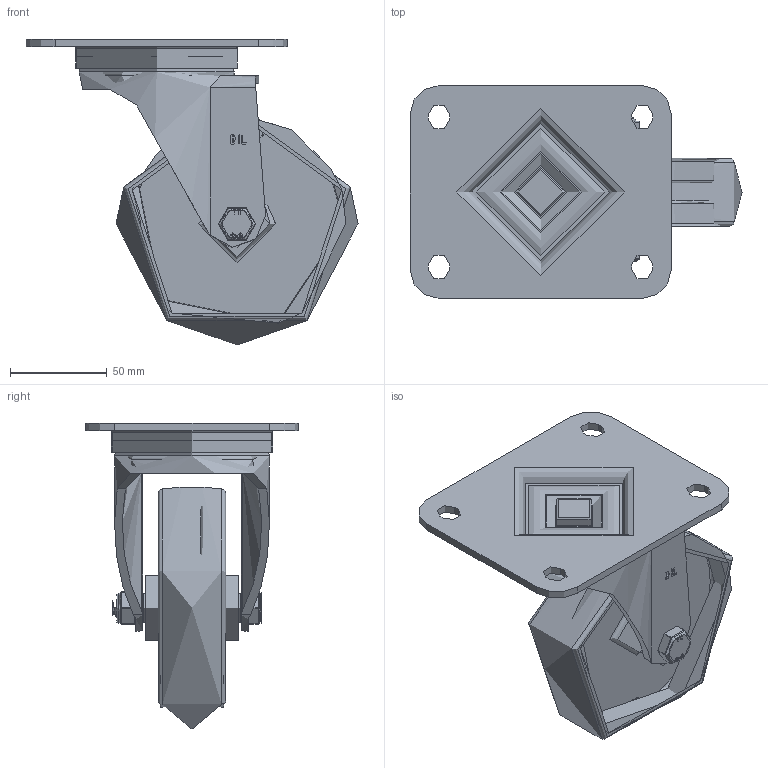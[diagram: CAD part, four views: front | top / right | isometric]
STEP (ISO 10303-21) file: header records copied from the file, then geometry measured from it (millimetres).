
FILE_DESCRIPTION(/* description */ (''),/* implementation_level */ '2;1');
FILE_NAME(/* name */ 'SSPH125NYB.step',/* time_stamp */ '2025-06-09T08:41:46+01:00',/* author */ (''),/* organization */ (''),/* preprocessor_version */ 'ST-DEVELOPER v20.1',/* originating_system */ 'Autodesk Translation Framework v14.10.0.0',/* authorisation */ '');
FILE_SCHEMA (('AUTOMOTIVE_DESIGN { 1 0 10303 214 3 1 1 }'));
Length unit declared in the file: millimetre
Products named in the file (21): SSPH125NYB; SSPH125AS v1; ZINC PLATED, PRESSED STEEL TOP PLATE; ZINC PLATED, PRESSED STEEL FORKS; BEARING SEAL; BZH125WNYRB61 v1; NYLON WHEEL; NYLON WHEEL Geometry; CAPS; ROLLER BEARING; CAGE; RIBS; Component4; TUBEM15X50SS v1; STAINLESS STEEL AXLE TUBE; BOLTM10X70A2 v2; GRADE A2 304 STAINLESS STEEL BOLT; NYLOCM10A2 v1; STAINLESS STEEL NUT; RUBBER; NUT
Assembly tree (27 placements, depth 5):
  SSPH125NYB
    SSPH125AS v1
      ZINC PLATED, PRESSED STEEL TOP PLATE
      ZINC PLATED, PRESSED STEEL FORKS
      BEARING SEAL
    BZH125WNYRB61 v1
      NYLON WHEEL
        NYLON WHEEL Geometry
        CAPS
      ROLLER BEARING
        CAGE
        RIBS
          Component4  x8
    TUBEM15X50SS v1
      STAINLESS STEEL AXLE TUBE
    BOLTM10X70A2 v2
      GRADE A2 304 STAINLESS STEEL BOLT
    NYLOCM10A2 v1
      STAINLESS STEEL NUT
        RUBBER
        NUT
Bounding box: 171.5 x 110 x 158 mm (x, y, z)
Volume: 357422.2 mm3; surface area: 149922.6 mm2
Topology: 20 solids, 20 shells, 664 faces, 1657 edges, 1063 vertices
Faces by surface type: plane 347, cylinder 144, bspline 127, torus 24, sphere 18, cone 4
Full cylindrical faces by diameter (mm): 4 x8, 8.141 x18, 9.85 x18, 10 x3, 10.2 x2, 10.5 x1, 12 x2, 15 x4, 15.5 x1, 16 x1, 21 x1, 22.75 x1, 24 x3, 25 x1, 26 x1, 28 x1, 32 x2, 34 x2, 51 x2, 72 x1, 80 x1, 82.5 x2, 83.5 x1
Entity records: 28161 total; most frequent: CARTESIAN_POINT 12698, ORIENTED_EDGE 3272, DIRECTION 2787, EDGE_CURVE 1636, VERTEX_POINT 1049, AXIS2_PLACEMENT_3D 934, LINE 919, VECTOR 919
